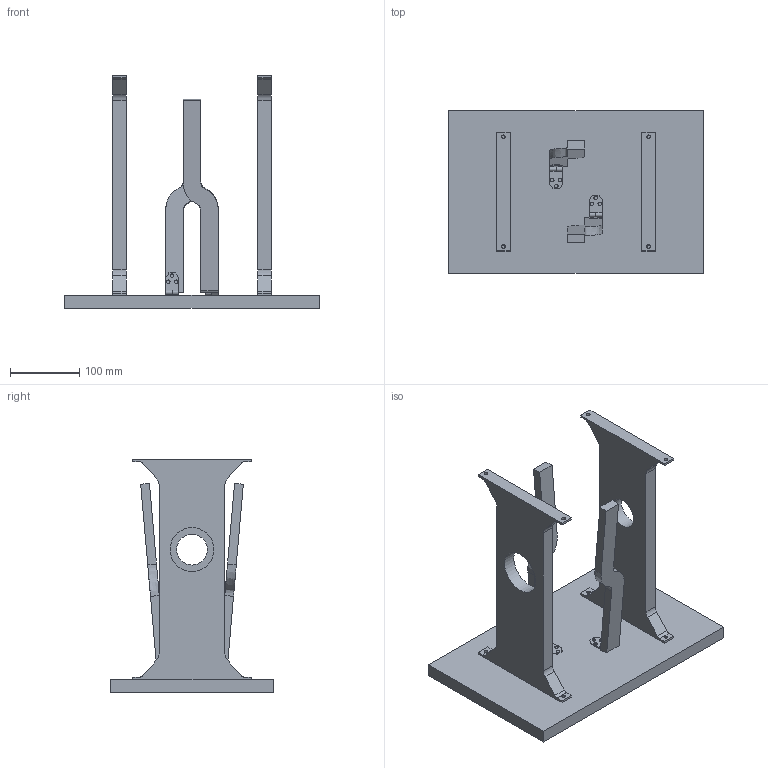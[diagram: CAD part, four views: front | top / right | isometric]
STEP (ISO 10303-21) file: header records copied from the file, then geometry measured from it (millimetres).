
FILE_DESCRIPTION(/* description */ (''),/* implementation_level */ '2;1');
FILE_NAME(/* name */ 'Ventilator Mk. 1 v11.step',/* time_stamp */ '2020-04-11T21:45:23-07:00',/* author */ (''),/* organization */ (''),/* preprocessor_version */ 'ST-DEVELOPER v18',/* originating_system */ 'Autodesk Translation Framework v8.12.0.6',/* authorisation */ '');
FILE_SCHEMA (('AUTOMOTIVE_DESIGN { 1 0 10303 214 3 1 1 }'));
Length unit declared in the file: inch
Products named in the file (8): Ventilator Mk. 1; Back Arm ; Hinge UJ; Hinge LJ; Base; L. Stand; R. Stand; Front Arm
Assembly tree (9 placements, depth 2):
  Ventilator Mk. 1
    Hinge UJ  x2
    Hinge LJ  x2
    Back Arm 
    Base
    L. Stand
    R. Stand
    Front Arm
Bounding box: 368.3 x 234.95 x 336.55 mm (x, y, z)
Volume: 2972927 mm3; surface area: 412945 mm2
Topology: 9 solids, 9 shells, 154 faces, 426 edges, 292 vertices
Faces by surface type: plane 100, cylinder 50, bspline 4
Full cylindrical faces by diameter (mm): 4.116 x4, 5.08 x20, 44.45 x1, 63.5 x1
Entity records: 4659 total; most frequent: CARTESIAN_POINT 1124, DIRECTION 690, ORIENTED_EDGE 672, EDGE_CURVE 336, LINE 234, VECTOR 234, VERTEX_POINT 230, AXIS2_PLACEMENT_3D 228
